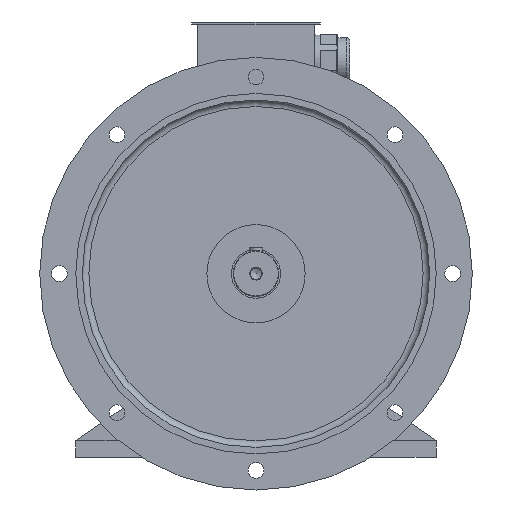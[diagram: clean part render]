
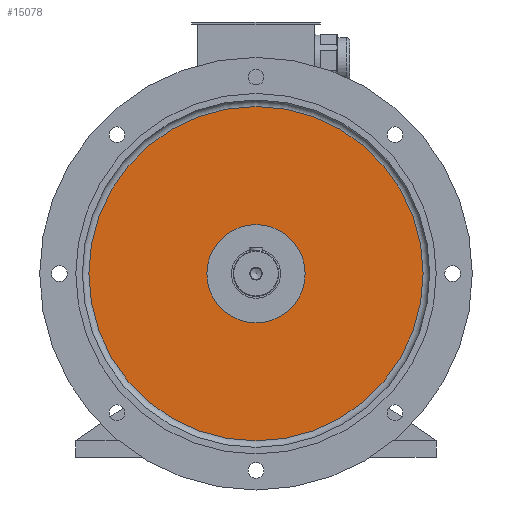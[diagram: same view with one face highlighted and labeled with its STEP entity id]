
A CAD part, front view. The second image highlights one B-rep face of the part: STEP entity #15078.
In plain terms, the highlighted planar face has unit normal (0, -1, 0).
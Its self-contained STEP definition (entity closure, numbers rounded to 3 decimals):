
#2303=PLANE('',#15723);
#2788=ORIENTED_EDGE('',*,*,#6089,.T.);
#2789=ORIENTED_EDGE('',*,*,#6060,.T.);
#6060=EDGE_CURVE('',#7732,#7732,#8859,.T.);
#6089=EDGE_CURVE('',#7758,#7758,#8878,.T.);
#7732=VERTEX_POINT('',#20092);
#7758=VERTEX_POINT('',#20394);
#8859=CIRCLE('',#15682,75.);
#8878=CIRCLE('',#15722,255.);
#9409=EDGE_LOOP('',(#2788));
#9410=EDGE_LOOP('',(#2789));
#10092=FACE_BOUND('',#9409,.T.);
#10093=FACE_BOUND('',#9410,.T.);
#15078=ADVANCED_FACE('',(#10092,#10093),#2303,.T.);
#15682=AXIS2_PLACEMENT_3D('',#20091,#16833,#16834);
#15722=AXIS2_PLACEMENT_3D('',#20393,#16921,#16922);
#15723=AXIS2_PLACEMENT_3D('',#20395,#16923,#16924);
#16833=DIRECTION('',(0.,1.,0.));
#16834=DIRECTION('',(1.,0.,0.));
#16921=DIRECTION('',(0.,-1.,0.));
#16922=DIRECTION('',(0.,0.,-1.));
#16923=DIRECTION('',(0.,-1.,0.));
#16924=DIRECTION('',(0.,0.,-1.));
#20091=CARTESIAN_POINT('',(0.,-60.,0.));
#20092=CARTESIAN_POINT('',(75.,-60.,0.));
#20393=CARTESIAN_POINT('',(0.,-60.,0.));
#20394=CARTESIAN_POINT('',(0.,-60.,-255.));
#20395=CARTESIAN_POINT('',(0.,-60.,0.));
